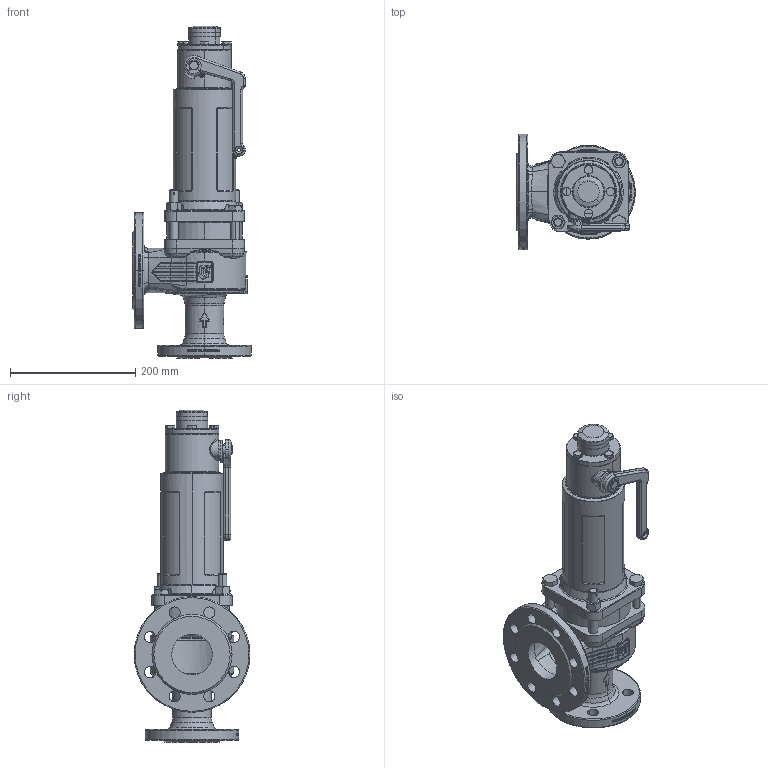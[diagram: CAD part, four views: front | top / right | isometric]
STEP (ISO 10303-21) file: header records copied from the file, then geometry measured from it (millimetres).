
FILE_DESCRIPTION(('HOOPS Exchange Step'),'2;1');
FILE_NAME('SF0412_DN40_DN40-65.stp','2025-06-26T08:41:13+02:00',('nieru'),('Unknown organisation'),'HOOPS Exchange 2024.2','HOOPS Exchange','Unknown authorisation');
FILE_SCHEMA( ('AP203_CONFIGURATION_CONTROLLED_3D_DESIGN_OF_MECHANICAL_PARTS_AND_ASSEMBLIES_MIM_LF') );
Length unit declared in the file: millimetre
Products named in the file (2): 0; root
Assembly tree (1 placements, depth 2):
  root
    0
Bounding box: 190 x 185 x 531 mm (x, y, z)
Volume: 2044309.3 mm3; surface area: 587258.1 mm2
Topology: 21 solids, 250 shells, 2536 faces, 6813 edges, 4569 vertices
Faces by surface type: bspline 915, plane 593, cylinder 497, cone 248, torus 168, extrusion 100, sphere 15
Full cylindrical faces by diameter (mm): 48 x1, 50 x1
Entity records: 174441 total; most frequent: CARTESIAN_POINT 120802, ORIENTED_EDGE 12343, DIRECTION 7787, EDGE_CURVE 6710, VERTEX_POINT 4568, B_SPLINE_CURVE_WITH_KNOTS 3471, AXIS2_PLACEMENT_3D 3044, EDGE_LOOP 2756
